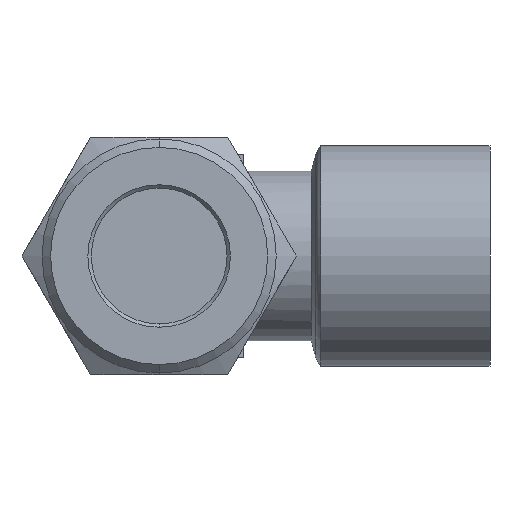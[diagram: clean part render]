
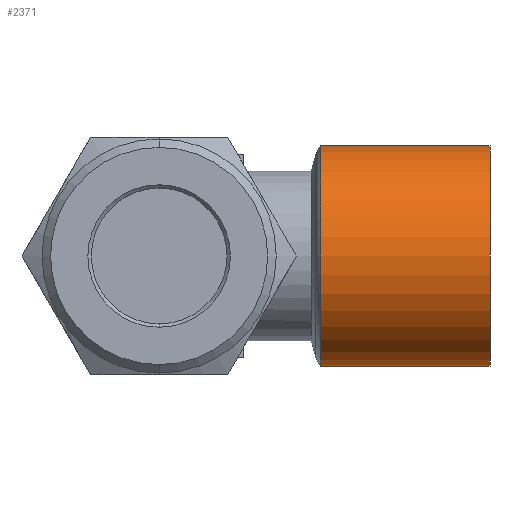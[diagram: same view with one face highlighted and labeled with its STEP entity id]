
A CAD part, left-side view. The second image highlights one B-rep face of the part: STEP entity #2371.
In plain terms, the highlighted cylindrical face has radius 6.5 mm (diameter 13 mm), a partial arc.
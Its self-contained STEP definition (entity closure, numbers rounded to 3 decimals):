
#41 = AXIS2_PLACEMENT_3D ( 'NONE', #647, #642, #643 ) ;
#177 = EDGE_CURVE ( 'NONE', #1683, #1682, #1193, .T. ) ;
#242 = EDGE_CURVE ( 'NONE', #1676, #1683, #1301, .T. ) ;
#244 = EDGE_CURVE ( 'NONE', #1677, #1682, #1299, .T. ) ;
#375 = FACE_OUTER_BOUND ( 'NONE', #1787, .T. ) ;
#378 = CYLINDRICAL_SURFACE ( 'NONE', #41, 6.5 ) ;
#642 = DIRECTION ( 'NONE',  ( 0., 1., 0. ) ) ;
#643 = DIRECTION ( 'NONE',  ( 0., 0., 1. ) ) ;
#647 = CARTESIAN_POINT ( 'NONE',  ( 0., 14.319, 0. ) ) ;
#812 = ORIENTED_EDGE ( 'NONE', *, *, #177, .T. ) ;
#874 = ORIENTED_EDGE ( 'NONE', *, *, #244, .F. ) ;
#878 = ORIENTED_EDGE ( 'NONE', *, *, #1972, .T. ) ;
#881 = ORIENTED_EDGE ( 'NONE', *, *, #242, .T. ) ;
#961 = CARTESIAN_POINT ( 'NONE',  ( 0., 11.467, 0. ) ) ;
#962 = DIRECTION ( 'NONE',  ( 0., -1., 0. ) ) ;
#963 = DIRECTION ( 'NONE',  ( 0., 0., -1. ) ) ;
#1193 = CIRCLE ( 'NONE', #2073, 6.5 ) ;
#1299 = LINE ( 'NONE', #3171, #1306 ) ;
#1301 = LINE ( 'NONE', #3163, #1303 ) ;
#1303 = VECTOR ( 'NONE', #3168, 1000. ) ;
#1306 = VECTOR ( 'NONE', #3164, 1000. ) ;
#1422 = CIRCLE ( 'NONE', #2127, 6.5 ) ;
#1676 = VERTEX_POINT ( 'NONE', #2938 ) ;
#1677 = VERTEX_POINT ( 'NONE', #2939 ) ;
#1682 = VERTEX_POINT ( 'NONE', #2944 ) ;
#1683 = VERTEX_POINT ( 'NONE', #2945 ) ;
#1787 = EDGE_LOOP ( 'NONE', ( #874, #878, #881, #812 ) ) ;
#1972 = EDGE_CURVE ( 'NONE', #1677, #1676, #1422, .T. ) ;
#2073 = AXIS2_PLACEMENT_3D ( 'NONE', #961, #962, #963 ) ;
#2127 = AXIS2_PLACEMENT_3D ( 'NONE', #2747, #2748, #2749 ) ;
#2371 = ADVANCED_FACE ( 'NONE', ( #375 ), #378, .T. ) ;
#2747 = CARTESIAN_POINT ( 'NONE',  ( 0., 1.5, 0. ) ) ;
#2748 = DIRECTION ( 'NONE',  ( 0., 1., 0. ) ) ;
#2749 = DIRECTION ( 'NONE',  ( 0., 0., 1. ) ) ;
#2938 = CARTESIAN_POINT ( 'NONE',  ( 0., 1.5, 6.5 ) ) ;
#2939 = CARTESIAN_POINT ( 'NONE',  ( 0., 1.5, -6.5 ) ) ;
#2944 = CARTESIAN_POINT ( 'NONE',  ( 0., 11.467, -6.5 ) ) ;
#2945 = CARTESIAN_POINT ( 'NONE',  ( 0., 11.467, 6.5 ) ) ;
#3163 = CARTESIAN_POINT ( 'NONE',  ( 0., 14.319, 6.5 ) ) ;
#3164 = DIRECTION ( 'NONE',  ( 0., 1., 0. ) ) ;
#3168 = DIRECTION ( 'NONE',  ( 0., 1., 0. ) ) ;
#3171 = CARTESIAN_POINT ( 'NONE',  ( 0., 14.319, -6.5 ) ) ;
